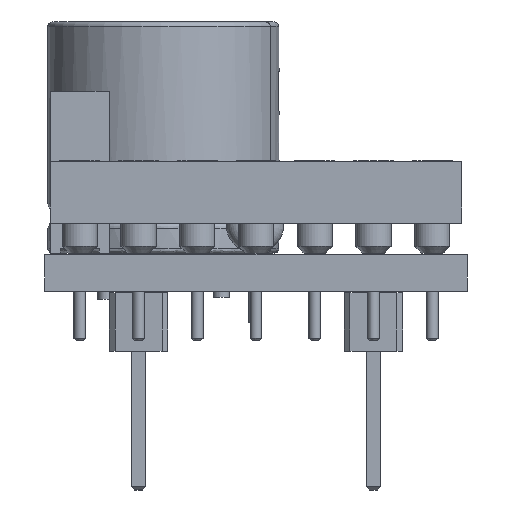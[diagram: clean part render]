
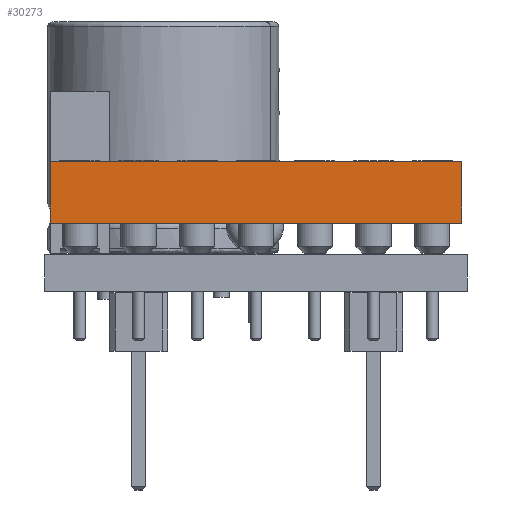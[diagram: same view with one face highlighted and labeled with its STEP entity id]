
A CAD part, left-side view. The second image highlights one B-rep face of the part: STEP entity #30273.
In plain terms, the highlighted planar face has unit normal (-1, 0, 0).
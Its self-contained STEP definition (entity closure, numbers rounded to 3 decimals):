
#30273 = ADVANCED_FACE('',(#30274),#30288,.F.);
#30274 = FACE_BOUND('',#30275,.F.);
#30275 = EDGE_LOOP('',(#30276,#30311,#30339,#30367));
#30276 = ORIENTED_EDGE('',*,*,#30277,.T.);
#30277 = EDGE_CURVE('',#30278,#30280,#30282,.T.);
#30278 = VERTEX_POINT('',#30279);
#30279 = CARTESIAN_POINT('',(-1.27,1.27,1.3));
#30280 = VERTEX_POINT('',#30281);
#30281 = CARTESIAN_POINT('',(-1.27,1.27,3.967));
#30282 = SURFACE_CURVE('',#30283,(#30287,#30299),.PCURVE_S1.);
#30283 = LINE('',#30284,#30285);
#30284 = CARTESIAN_POINT('',(-1.27,1.27,1.3));
#30285 = VECTOR('',#30286,1.);
#30286 = DIRECTION('',(0.,0.,1.));
#30287 = PCURVE('',#30288,#30293);
#30288 = PLANE('',#30289);
#30289 = AXIS2_PLACEMENT_3D('',#30290,#30291,#30292);
#30290 = CARTESIAN_POINT('',(-1.27,1.27,1.3));
#30291 = DIRECTION('',(1.,0.,0.));
#30292 = DIRECTION('',(0.,-1.,0.));
#30293 = DEFINITIONAL_REPRESENTATION('',(#30294),#30298);
#30294 = LINE('',#30295,#30296);
#30295 = CARTESIAN_POINT('',(0.,0.));
#30296 = VECTOR('',#30297,1.);
#30297 = DIRECTION('',(0.,-1.));
#30298 = ( GEOMETRIC_REPRESENTATION_CONTEXT(2) 
PARAMETRIC_REPRESENTATION_CONTEXT() REPRESENTATION_CONTEXT('2D SPACE',''
  ) );
#30299 = PCURVE('',#30300,#30305);
#30300 = PLANE('',#30301);
#30301 = AXIS2_PLACEMENT_3D('',#30302,#30303,#30304);
#30302 = CARTESIAN_POINT('',(8.89,1.27,1.3));
#30303 = DIRECTION('',(0.,-1.,0.));
#30304 = DIRECTION('',(-1.,0.,0.));
#30305 = DEFINITIONAL_REPRESENTATION('',(#30306),#30310);
#30306 = LINE('',#30307,#30308);
#30307 = CARTESIAN_POINT('',(10.16,0.));
#30308 = VECTOR('',#30309,1.);
#30309 = DIRECTION('',(0.,-1.));
#30310 = ( GEOMETRIC_REPRESENTATION_CONTEXT(2) 
PARAMETRIC_REPRESENTATION_CONTEXT() REPRESENTATION_CONTEXT('2D SPACE',''
  ) );
#30311 = ORIENTED_EDGE('',*,*,#30312,.T.);
#30312 = EDGE_CURVE('',#30280,#30313,#30315,.T.);
#30313 = VERTEX_POINT('',#30314);
#30314 = CARTESIAN_POINT('',(-1.27,-16.51,3.967));
#30315 = SURFACE_CURVE('',#30316,(#30320,#30327),.PCURVE_S1.);
#30316 = LINE('',#30317,#30318);
#30317 = CARTESIAN_POINT('',(-1.27,1.27,3.967));
#30318 = VECTOR('',#30319,1.);
#30319 = DIRECTION('',(0.,-1.,0.));
#30320 = PCURVE('',#30288,#30321);
#30321 = DEFINITIONAL_REPRESENTATION('',(#30322),#30326);
#30322 = LINE('',#30323,#30324);
#30323 = CARTESIAN_POINT('',(0.,-2.667));
#30324 = VECTOR('',#30325,1.);
#30325 = DIRECTION('',(1.,0.));
#30326 = ( GEOMETRIC_REPRESENTATION_CONTEXT(2) 
PARAMETRIC_REPRESENTATION_CONTEXT() REPRESENTATION_CONTEXT('2D SPACE',''
  ) );
#30327 = PCURVE('',#30328,#30333);
#30328 = PLANE('',#30329);
#30329 = AXIS2_PLACEMENT_3D('',#30330,#30331,#30332);
#30330 = CARTESIAN_POINT('',(-1.27,1.27,3.967));
#30331 = DIRECTION('',(0.,0.,-1.));
#30332 = DIRECTION('',(0.,1.,0.));
#30333 = DEFINITIONAL_REPRESENTATION('',(#30334),#30338);
#30334 = LINE('',#30335,#30336);
#30335 = CARTESIAN_POINT('',(0.,0.));
#30336 = VECTOR('',#30337,1.);
#30337 = DIRECTION('',(-1.,0.));
#30338 = ( GEOMETRIC_REPRESENTATION_CONTEXT(2) 
PARAMETRIC_REPRESENTATION_CONTEXT() REPRESENTATION_CONTEXT('2D SPACE',''
  ) );
#30339 = ORIENTED_EDGE('',*,*,#30340,.F.);
#30340 = EDGE_CURVE('',#30341,#30313,#30343,.T.);
#30341 = VERTEX_POINT('',#30342);
#30342 = CARTESIAN_POINT('',(-1.27,-16.51,1.3));
#30343 = SURFACE_CURVE('',#30344,(#30348,#30355),.PCURVE_S1.);
#30344 = LINE('',#30345,#30346);
#30345 = CARTESIAN_POINT('',(-1.27,-16.51,1.3));
#30346 = VECTOR('',#30347,1.);
#30347 = DIRECTION('',(0.,0.,1.));
#30348 = PCURVE('',#30288,#30349);
#30349 = DEFINITIONAL_REPRESENTATION('',(#30350),#30354);
#30350 = LINE('',#30351,#30352);
#30351 = CARTESIAN_POINT('',(17.78,0.));
#30352 = VECTOR('',#30353,1.);
#30353 = DIRECTION('',(0.,-1.));
#30354 = ( GEOMETRIC_REPRESENTATION_CONTEXT(2) 
PARAMETRIC_REPRESENTATION_CONTEXT() REPRESENTATION_CONTEXT('2D SPACE',''
  ) );
#30355 = PCURVE('',#30356,#30361);
#30356 = PLANE('',#30357);
#30357 = AXIS2_PLACEMENT_3D('',#30358,#30359,#30360);
#30358 = CARTESIAN_POINT('',(-1.27,-16.51,1.3));
#30359 = DIRECTION('',(0.,1.,0.));
#30360 = DIRECTION('',(1.,0.,0.));
#30361 = DEFINITIONAL_REPRESENTATION('',(#30362),#30366);
#30362 = LINE('',#30363,#30364);
#30363 = CARTESIAN_POINT('',(0.,0.));
#30364 = VECTOR('',#30365,1.);
#30365 = DIRECTION('',(0.,-1.));
#30366 = ( GEOMETRIC_REPRESENTATION_CONTEXT(2) 
PARAMETRIC_REPRESENTATION_CONTEXT() REPRESENTATION_CONTEXT('2D SPACE',''
  ) );
#30367 = ORIENTED_EDGE('',*,*,#30368,.F.);
#30368 = EDGE_CURVE('',#30278,#30341,#30369,.T.);
#30369 = SURFACE_CURVE('',#30370,(#30374,#30381),.PCURVE_S1.);
#30370 = LINE('',#30371,#30372);
#30371 = CARTESIAN_POINT('',(-1.27,1.27,1.3));
#30372 = VECTOR('',#30373,1.);
#30373 = DIRECTION('',(0.,-1.,0.));
#30374 = PCURVE('',#30288,#30375);
#30375 = DEFINITIONAL_REPRESENTATION('',(#30376),#30380);
#30376 = LINE('',#30377,#30378);
#30377 = CARTESIAN_POINT('',(0.,0.));
#30378 = VECTOR('',#30379,1.);
#30379 = DIRECTION('',(1.,0.));
#30380 = ( GEOMETRIC_REPRESENTATION_CONTEXT(2) 
PARAMETRIC_REPRESENTATION_CONTEXT() REPRESENTATION_CONTEXT('2D SPACE',''
  ) );
#30381 = PCURVE('',#30382,#30387);
#30382 = PLANE('',#30383);
#30383 = AXIS2_PLACEMENT_3D('',#30384,#30385,#30386);
#30384 = CARTESIAN_POINT('',(-1.27,1.27,1.3));
#30385 = DIRECTION('',(0.,0.,-1.));
#30386 = DIRECTION('',(0.,1.,0.));
#30387 = DEFINITIONAL_REPRESENTATION('',(#30388),#30392);
#30388 = LINE('',#30389,#30390);
#30389 = CARTESIAN_POINT('',(0.,0.));
#30390 = VECTOR('',#30391,1.);
#30391 = DIRECTION('',(-1.,0.));
#30392 = ( GEOMETRIC_REPRESENTATION_CONTEXT(2) 
PARAMETRIC_REPRESENTATION_CONTEXT() REPRESENTATION_CONTEXT('2D SPACE',''
  ) );
